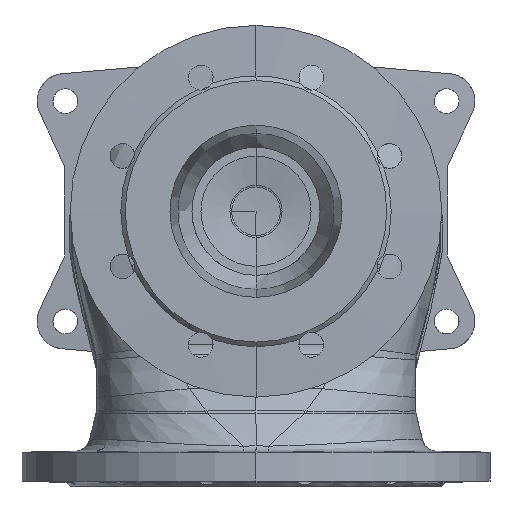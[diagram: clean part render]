
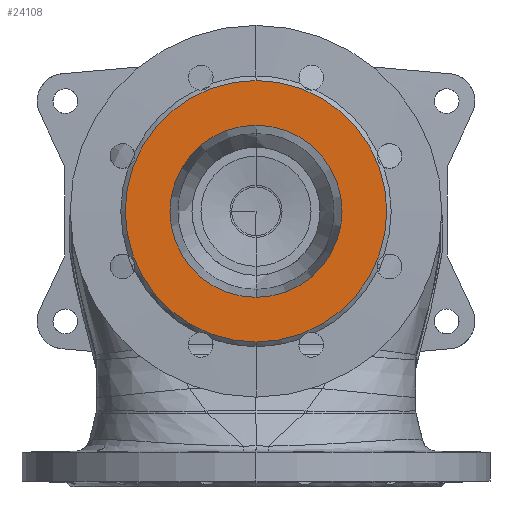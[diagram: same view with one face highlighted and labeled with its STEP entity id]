
A CAD part, front view. The second image highlights one B-rep face of the part: STEP entity #24108.
In plain terms, the highlighted planar face has unit normal (0, -1, 0).
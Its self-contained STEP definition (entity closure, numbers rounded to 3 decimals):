
#6930=CARTESIAN_POINT('',(0.,-250.,0.));
#6931=DIRECTION('',(0.,-1.,0.));
#6932=DIRECTION('',(0.,0.,-1.));
#6933=AXIS2_PLACEMENT_3D('',#6930,#6931,#6932);
#6991=CARTESIAN_POINT('',(0.,-250.,0.));
#6992=DIRECTION('',(0.,-1.,0.));
#6993=DIRECTION('',(0.,0.,1.));
#6994=AXIS2_PLACEMENT_3D('',#6991,#6992,#6993);
#7219=CARTESIAN_POINT('',(0.,-250.,0.));
#7220=DIRECTION('',(0.,-1.,0.));
#7221=DIRECTION('',(0.,0.,-1.));
#7222=AXIS2_PLACEMENT_3D('',#7219,#7220,#7221);
#7246=CARTESIAN_POINT('',(0.,-250.,0.));
#7247=DIRECTION('',(0.,1.,0.));
#7248=DIRECTION('',(0.,0.,-1.));
#7249=AXIS2_PLACEMENT_3D('',#7246,#7247,#7248);
#9781=CARTESIAN_POINT('',(0.,-250.,-62.5));
#9782=CARTESIAN_POINT('',(0.,-250.,62.5));
#9783=VERTEX_POINT('',#9781);
#9784=VERTEX_POINT('',#9782);
#9785=CARTESIAN_POINT('',(0.,-250.,-95.));
#9786=CARTESIAN_POINT('',(0.,-250.,95.));
#9787=VERTEX_POINT('',#9785);
#9788=VERTEX_POINT('',#9786);
#24093=CARTESIAN_POINT('',(0.,-250.,0.));
#24094=DIRECTION('',(0.,-1.,0.));
#24095=DIRECTION('',(0.,0.,1.));
#24096=AXIS2_PLACEMENT_3D('',#24093,#24094,#24095);
#24097=PLANE('',#24096);
#24098=ORIENTED_EDGE('',*,*,#23890,.F.);
#24099=ORIENTED_EDGE('',*,*,#23921,.F.);
#24100=EDGE_LOOP('',(#24098,#24099));
#24101=FACE_OUTER_BOUND('',#24100,.F.);
#24103=ORIENTED_EDGE('',*,*,#24102,.T.);
#24105=ORIENTED_EDGE('',*,*,#24104,.F.);
#24106=EDGE_LOOP('',(#24103,#24105));
#24107=FACE_BOUND('',#24106,.F.);
#24108=ADVANCED_FACE('',(#24101,#24107),#24097,.T.);
#6934=CIRCLE('',#6933,95.);
#6995=CIRCLE('',#6994,95.);
#7223=CIRCLE('',#7222,62.5);
#7250=CIRCLE('',#7249,62.5);
#23890=EDGE_CURVE('',#9787,#9788,#6934,.T.);
#23921=EDGE_CURVE('',#9788,#9787,#6995,.T.);
#24102=EDGE_CURVE('',#9783,#9784,#7223,.T.);
#24104=EDGE_CURVE('',#9783,#9784,#7250,.T.);
